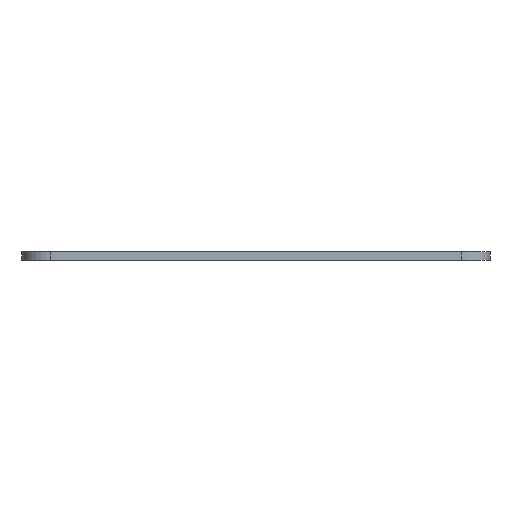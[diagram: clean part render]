
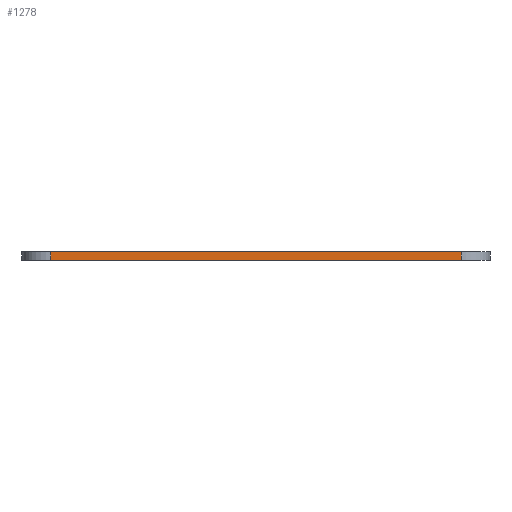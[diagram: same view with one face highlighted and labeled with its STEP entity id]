
A CAD part, left-side view. The second image highlights one B-rep face of the part: STEP entity #1278.
In plain terms, the highlighted planar face has unit normal (-1, 0, 0).
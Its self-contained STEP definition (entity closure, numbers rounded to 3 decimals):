
#83=PLANE('',#1360);
#118=FACE_OUTER_BOUND('',#184,.T.);
#184=EDGE_LOOP('',(#881,#882,#883,#884));
#270=LINE('',#1742,#398);
#271=LINE('',#1745,#399);
#272=LINE('',#1747,#400);
#273=LINE('',#1748,#401);
#398=VECTOR('',#1448,10.);
#399=VECTOR('',#1451,10.);
#400=VECTOR('',#1452,10.);
#401=VECTOR('',#1453,10.);
#557=VERTEX_POINT('',#1735);
#560=VERTEX_POINT('',#1740);
#561=VERTEX_POINT('',#1744);
#562=VERTEX_POINT('',#1746);
#688=EDGE_CURVE('',#560,#557,#270,.T.);
#689=EDGE_CURVE('',#561,#560,#271,.T.);
#690=EDGE_CURVE('',#562,#561,#272,.T.);
#691=EDGE_CURVE('',#557,#562,#273,.T.);
#881=ORIENTED_EDGE('',*,*,#688,.F.);
#882=ORIENTED_EDGE('',*,*,#689,.F.);
#883=ORIENTED_EDGE('',*,*,#690,.F.);
#884=ORIENTED_EDGE('',*,*,#691,.F.);
#1278=ADVANCED_FACE('',(#118),#83,.T.);
#1360=AXIS2_PLACEMENT_3D('',#1743,#1449,#1450);
#1448=DIRECTION('',(0.,0.,1.));
#1449=DIRECTION('center_axis',(-1.,0.,0.));
#1450=DIRECTION('ref_axis',(0.,-1.,0.));
#1451=DIRECTION('',(0.,1.,0.));
#1452=DIRECTION('',(0.,0.,-1.));
#1453=DIRECTION('',(0.,-1.,0.));
#1735=CARTESIAN_POINT('',(-64.649,35.632,1.5));
#1740=CARTESIAN_POINT('',(-64.649,35.632,0.));
#1742=CARTESIAN_POINT('',(-64.649,35.632,0.));
#1743=CARTESIAN_POINT('Origin',(-64.649,40.632,0.));
#1744=CARTESIAN_POINT('',(-64.649,-36.368,0.));
#1745=CARTESIAN_POINT('',(-64.649,-41.368,0.));
#1746=CARTESIAN_POINT('',(-64.649,-36.368,1.5));
#1747=CARTESIAN_POINT('',(-64.649,-36.368,0.));
#1748=CARTESIAN_POINT('',(-64.649,-41.368,1.5));
